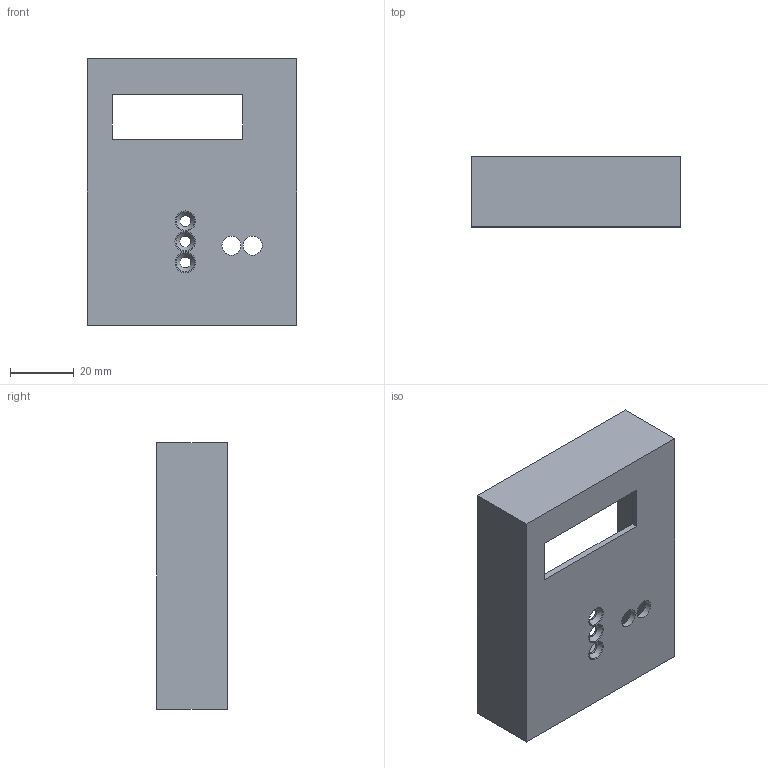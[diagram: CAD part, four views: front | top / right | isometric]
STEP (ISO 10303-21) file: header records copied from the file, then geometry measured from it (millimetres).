
FILE_DESCRIPTION(('FreeCAD Model'),'2;1');
FILE_NAME('Open CASCADE Shape Model','2024-09-10T18:02:11',(''),(''), 'Open CASCADE STEP processor 7.6','FreeCAD','Unknown');
FILE_SCHEMA(('AUTOMOTIVE_DESIGN { 1 0 10303 214 1 1 1 1 }'));
Length unit declared in the file: millimetre
Products named in the file (2): Front; Body003
Assembly tree (1 placements, depth 2):
  Front
    Body003
Bounding box: 65.8 x 22 x 83.8 mm (x, y, z)
Volume: 33543.2 mm3; surface area: 22282.5 mm2
Topology: 1 solids, 1 shells, 43 faces, 99 edges, 64 vertices
Faces by surface type: plane 26, cylinder 11, torus 3, cone 3
Full cylindrical faces by diameter (mm): 3 x2, 3.438 x3, 6 x2, 8 x2
Entity records: 2609 total; most frequent: CARTESIAN_POINT 478, DIRECTION 406, LINE 244, VECTOR 244, ORIENTED_EDGE 198, PCURVE 198, DEFINITIONAL_REPRESENTATION 198, EDGE_CURVE 99
